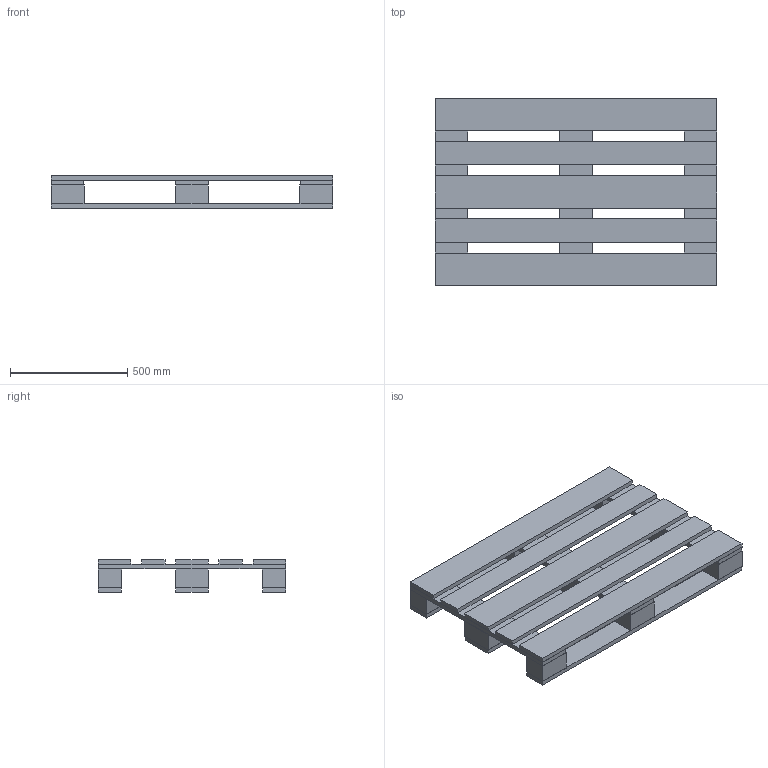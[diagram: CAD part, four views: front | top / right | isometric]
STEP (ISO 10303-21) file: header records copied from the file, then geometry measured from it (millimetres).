
FILE_DESCRIPTION( ( '' ), ' ' );
FILE_NAME( '5cbbabccb45d2015bd0fe03f.step', '2019-04-20T23:31:24', ( '' ), ( '' ), ' ', ' ', ' ' );
FILE_SCHEMA( ( 'AUTOMOTIVE_DESIGN { 1 0 10303 214 1 1 1 1 }' ) );
Length unit declared in the file: metre
Products named in the file (1): Palette_800x1200
Bounding box: 1200 x 800 x 140 mm (x, y, z)
Volume: 40914080 mm3; surface area: 3062856 mm2
Topology: 1 solids, 1 shells, 150 faces, 432 edges, 256 vertices
Faces by surface type: plane 150
Entity records: 5960 total; most frequent: ORIENTED_EDGE 864, CARTESIAN_POINT 839, DIRECTION 734, EDGE_CURVE 432, LINE 432, VECTOR 432, VERTEX_POINT 256, AXIS2_PLACEMENT_3D 151
